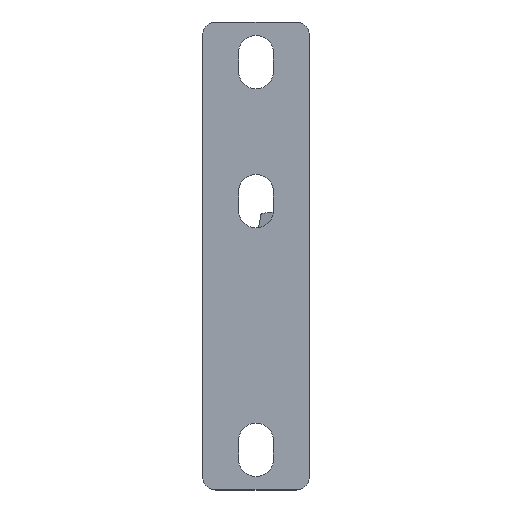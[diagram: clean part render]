
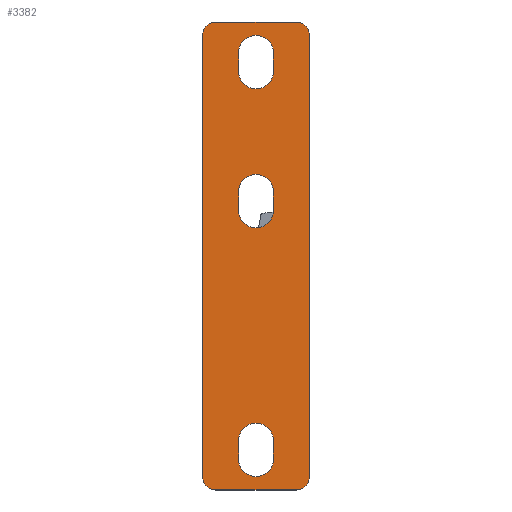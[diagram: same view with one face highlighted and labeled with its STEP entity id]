
A CAD part, top view. The second image highlights one B-rep face of the part: STEP entity #3382.
In plain terms, the highlighted face is planar.
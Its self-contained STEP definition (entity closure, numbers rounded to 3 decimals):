
#2989=DIRECTION('',(0.,0.,-1.));
#2990=VECTOR('',#2989,165.);
#2991=CARTESIAN_POINT('',(0.,-40.,-5.));
#2992=LINE('',#2991,#2990);
#2993=DIRECTION('',(0.,-1.,0.));
#2994=VECTOR('',#2993,30.);
#2995=CARTESIAN_POINT('',(0.,-5.,0.));
#2996=LINE('',#2995,#2994);
#2997=DIRECTION('',(0.,0.,1.));
#2998=VECTOR('',#2997,165.);
#2999=CARTESIAN_POINT('',(0.,0.,-170.));
#3000=LINE('',#2999,#2998);
#3001=DIRECTION('',(0.,1.,0.));
#3002=VECTOR('',#3001,30.);
#3003=CARTESIAN_POINT('',(0.,-35.,-175.));
#3004=LINE('',#3003,#3002);
#3005=DIRECTION('',(0.,0.,-1.));
#3006=VECTOR('',#3005,7.);
#3007=CARTESIAN_POINT('',(0.,-13.5,-156.5));
#3008=LINE('',#3007,#3006);
#3009=CARTESIAN_POINT('',(0.,-20.,-156.5));
#3010=DIRECTION('',(1.,0.,0.));
#3011=DIRECTION('',(0.,1.,0.));
#3012=AXIS2_PLACEMENT_3D('',#3009,#3010,#3011);
#3014=DIRECTION('',(0.,0.,1.));
#3015=VECTOR('',#3014,7.);
#3016=CARTESIAN_POINT('',(0.,-26.5,-163.5));
#3017=LINE('',#3016,#3015);
#3018=CARTESIAN_POINT('',(0.,-20.,-163.5));
#3019=DIRECTION('',(1.,0.,0.));
#3020=DIRECTION('',(0.,-1.,0.));
#3021=AXIS2_PLACEMENT_3D('',#3018,#3019,#3020);
#3023=CARTESIAN_POINT('',(0.,-20.,-18.5));
#3024=DIRECTION('',(1.,0.,0.));
#3025=DIRECTION('',(0.,-1.,0.));
#3026=AXIS2_PLACEMENT_3D('',#3023,#3024,#3025);
#3028=DIRECTION('',(0.,0.,-1.));
#3029=VECTOR('',#3028,7.);
#3030=CARTESIAN_POINT('',(0.,-13.5,-11.5));
#3031=LINE('',#3030,#3029);
#3032=CARTESIAN_POINT('',(0.,-20.,-11.5));
#3033=DIRECTION('',(1.,0.,0.));
#3034=DIRECTION('',(0.,1.,0.));
#3035=AXIS2_PLACEMENT_3D('',#3032,#3033,#3034);
#3037=DIRECTION('',(0.,0.,1.));
#3038=VECTOR('',#3037,7.);
#3039=CARTESIAN_POINT('',(0.,-26.5,-18.5));
#3040=LINE('',#3039,#3038);
#3041=DIRECTION('',(0.,0.,1.));
#3042=VECTOR('',#3041,7.);
#3043=CARTESIAN_POINT('',(0.,-26.5,-70.5));
#3044=LINE('',#3043,#3042);
#3045=CARTESIAN_POINT('',(0.,-20.,-70.5));
#3046=DIRECTION('',(1.,0.,0.));
#3047=DIRECTION('',(0.,-1.,0.));
#3048=AXIS2_PLACEMENT_3D('',#3045,#3046,#3047);
#3050=DIRECTION('',(0.,0.,-1.));
#3051=VECTOR('',#3050,7.);
#3052=CARTESIAN_POINT('',(0.,-13.5,-63.5));
#3053=LINE('',#3052,#3051);
#3054=CARTESIAN_POINT('',(0.,-20.,-63.5));
#3055=DIRECTION('',(1.,0.,0.));
#3056=DIRECTION('',(0.,1.,0.));
#3057=AXIS2_PLACEMENT_3D('',#3054,#3055,#3056);
#3072=CARTESIAN_POINT('',(0.,-35.,-170.));
#3073=DIRECTION('',(1.,0.,0.));
#3074=DIRECTION('',(0.,-1.,0.));
#3075=AXIS2_PLACEMENT_3D('',#3072,#3073,#3074);
#3090=CARTESIAN_POINT('',(0.,-5.,-170.));
#3091=DIRECTION('',(1.,0.,0.));
#3092=DIRECTION('',(0.,0.,-1.));
#3093=AXIS2_PLACEMENT_3D('',#3090,#3091,#3092);
#3108=CARTESIAN_POINT('',(0.,-5.,-5.));
#3109=DIRECTION('',(1.,0.,0.));
#3110=DIRECTION('',(0.,1.,0.));
#3111=AXIS2_PLACEMENT_3D('',#3108,#3109,#3110);
#3126=CARTESIAN_POINT('',(0.,-35.,-5.));
#3127=DIRECTION('',(1.,0.,0.));
#3128=DIRECTION('',(0.,0.,1.));
#3129=AXIS2_PLACEMENT_3D('',#3126,#3127,#3128);
#3250=CARTESIAN_POINT('',(0.,-35.,-175.));
#3252=VERTEX_POINT('',#3250);
#3255=CARTESIAN_POINT('',(0.,-40.,-170.));
#3256=VERTEX_POINT('',#3255);
#3258=CARTESIAN_POINT('',(0.,0.,-170.));
#3260=VERTEX_POINT('',#3258);
#3263=CARTESIAN_POINT('',(0.,-5.,-175.));
#3264=VERTEX_POINT('',#3263);
#3266=CARTESIAN_POINT('',(0.,-40.,-5.));
#3268=VERTEX_POINT('',#3266);
#3271=CARTESIAN_POINT('',(0.,-35.,0.));
#3272=VERTEX_POINT('',#3271);
#3274=CARTESIAN_POINT('',(0.,-5.,0.));
#3276=VERTEX_POINT('',#3274);
#3279=CARTESIAN_POINT('',(0.,0.,-5.));
#3280=VERTEX_POINT('',#3279);
#3281=CARTESIAN_POINT('',(0.,-13.5,-156.5));
#3282=CARTESIAN_POINT('',(0.,-13.5,-163.5));
#3283=VERTEX_POINT('',#3281);
#3284=VERTEX_POINT('',#3282);
#3285=CARTESIAN_POINT('',(0.,-26.5,-163.5));
#3286=VERTEX_POINT('',#3285);
#3287=CARTESIAN_POINT('',(0.,-26.5,-156.5));
#3288=VERTEX_POINT('',#3287);
#3289=CARTESIAN_POINT('',(0.,-26.5,-18.5));
#3290=CARTESIAN_POINT('',(0.,-13.5,-18.5));
#3291=VERTEX_POINT('',#3289);
#3292=VERTEX_POINT('',#3290);
#3293=CARTESIAN_POINT('',(0.,-26.5,-11.5));
#3294=VERTEX_POINT('',#3293);
#3295=CARTESIAN_POINT('',(0.,-13.5,-11.5));
#3296=VERTEX_POINT('',#3295);
#3313=CARTESIAN_POINT('',(0.,-26.5,-70.5));
#3314=CARTESIAN_POINT('',(0.,-26.5,-63.5));
#3315=VERTEX_POINT('',#3313);
#3316=VERTEX_POINT('',#3314);
#3317=CARTESIAN_POINT('',(0.,-13.5,-63.5));
#3318=VERTEX_POINT('',#3317);
#3319=CARTESIAN_POINT('',(0.,-13.5,-70.5));
#3320=VERTEX_POINT('',#3319);
#3329=CARTESIAN_POINT('',(0.,0.,0.));
#3330=DIRECTION('',(1.,0.,0.));
#3331=DIRECTION('',(0.,-1.,0.));
#3332=AXIS2_PLACEMENT_3D('',#3329,#3330,#3331);
#3333=PLANE('',#3332);
#3335=ORIENTED_EDGE('',*,*,#3334,.F.);
#3337=ORIENTED_EDGE('',*,*,#3336,.F.);
#3339=ORIENTED_EDGE('',*,*,#3338,.F.);
#3341=ORIENTED_EDGE('',*,*,#3340,.F.);
#3343=ORIENTED_EDGE('',*,*,#3342,.F.);
#3345=ORIENTED_EDGE('',*,*,#3344,.F.);
#3347=ORIENTED_EDGE('',*,*,#3346,.F.);
#3349=ORIENTED_EDGE('',*,*,#3348,.F.);
#3350=EDGE_LOOP('',(#3335,#3337,#3339,#3341,#3343,#3345,#3347,#3349));
#3351=FACE_OUTER_BOUND('',#3350,.F.);
#3353=ORIENTED_EDGE('',*,*,#3352,.F.);
#3355=ORIENTED_EDGE('',*,*,#3354,.T.);
#3357=ORIENTED_EDGE('',*,*,#3356,.F.);
#3359=ORIENTED_EDGE('',*,*,#3358,.T.);
#3360=EDGE_LOOP('',(#3353,#3355,#3357,#3359));
#3361=FACE_BOUND('',#3360,.F.);
#3363=ORIENTED_EDGE('',*,*,#3362,.T.);
#3365=ORIENTED_EDGE('',*,*,#3364,.F.);
#3367=ORIENTED_EDGE('',*,*,#3366,.T.);
#3369=ORIENTED_EDGE('',*,*,#3368,.F.);
#3370=EDGE_LOOP('',(#3363,#3365,#3367,#3369));
#3371=FACE_BOUND('',#3370,.F.);
#3373=ORIENTED_EDGE('',*,*,#3372,.F.);
#3375=ORIENTED_EDGE('',*,*,#3374,.T.);
#3377=ORIENTED_EDGE('',*,*,#3376,.F.);
#3379=ORIENTED_EDGE('',*,*,#3378,.T.);
#3380=EDGE_LOOP('',(#3373,#3375,#3377,#3379));
#3381=FACE_BOUND('',#3380,.F.);
#3382=ADVANCED_FACE('',(#3351,#3361,#3371,#3381),#3333,.T.);
#3013=CIRCLE('',#3012,6.5);
#3022=CIRCLE('',#3021,6.5);
#3027=CIRCLE('',#3026,6.5);
#3036=CIRCLE('',#3035,6.5);
#3049=CIRCLE('',#3048,6.5);
#3058=CIRCLE('',#3057,6.5);
#3076=CIRCLE('',#3075,5.);
#3094=CIRCLE('',#3093,5.);
#3112=CIRCLE('',#3111,5.);
#3130=CIRCLE('',#3129,5.);
#3334=EDGE_CURVE('',#3256,#3252,#3076,.T.);
#3336=EDGE_CURVE('',#3268,#3256,#2992,.T.);
#3338=EDGE_CURVE('',#3272,#3268,#3130,.T.);
#3340=EDGE_CURVE('',#3276,#3272,#2996,.T.);
#3342=EDGE_CURVE('',#3280,#3276,#3112,.T.);
#3344=EDGE_CURVE('',#3260,#3280,#3000,.T.);
#3346=EDGE_CURVE('',#3264,#3260,#3094,.T.);
#3348=EDGE_CURVE('',#3252,#3264,#3004,.T.);
#3352=EDGE_CURVE('',#3283,#3284,#3008,.T.);
#3354=EDGE_CURVE('',#3283,#3288,#3013,.T.);
#3356=EDGE_CURVE('',#3286,#3288,#3017,.T.);
#3358=EDGE_CURVE('',#3286,#3284,#3022,.T.);
#3362=EDGE_CURVE('',#3291,#3292,#3027,.T.);
#3364=EDGE_CURVE('',#3296,#3292,#3031,.T.);
#3366=EDGE_CURVE('',#3296,#3294,#3036,.T.);
#3368=EDGE_CURVE('',#3291,#3294,#3040,.T.);
#3372=EDGE_CURVE('',#3315,#3316,#3044,.T.);
#3374=EDGE_CURVE('',#3315,#3320,#3049,.T.);
#3376=EDGE_CURVE('',#3318,#3320,#3053,.T.);
#3378=EDGE_CURVE('',#3318,#3316,#3058,.T.);
